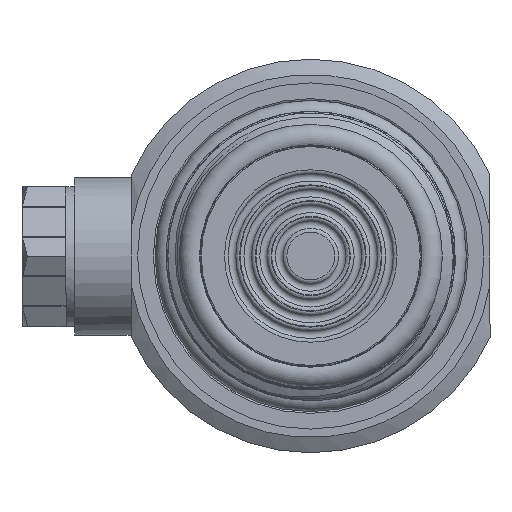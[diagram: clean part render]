
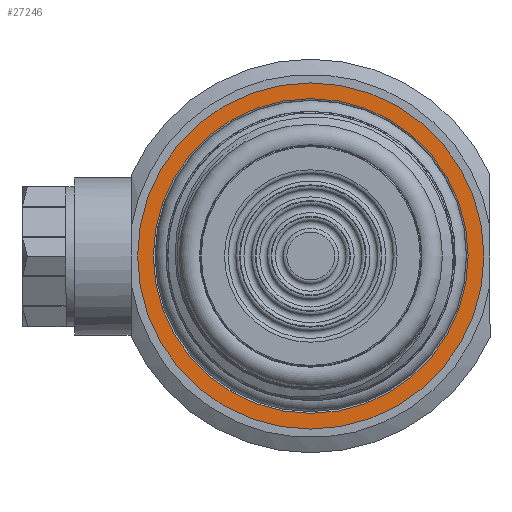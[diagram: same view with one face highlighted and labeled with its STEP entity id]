
A CAD part, left-side view. The second image highlights one B-rep face of the part: STEP entity #27246.
In plain terms, the highlighted planar face has unit normal (-1, 0, 0).
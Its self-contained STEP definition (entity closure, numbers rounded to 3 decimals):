
#567=FACE_BOUND('',#4858,.T.);
#1756=PLANE('',#28847);
#3248=FACE_OUTER_BOUND('',#4857,.T.);
#4857=EDGE_LOOP('',(#25430));
#4858=EDGE_LOOP('',(#25431));
#5427=CIRCLE('',#28845,18.);
#5429=CIRCLE('',#28848,19.8);
#13350=VERTEX_POINT('',#68294);
#13351=VERTEX_POINT('',#68298);
#17382=EDGE_CURVE('',#13350,#13350,#5427,.T.);
#17384=EDGE_CURVE('',#13351,#13351,#5429,.T.);
#25430=ORIENTED_EDGE('',*,*,#17384,.F.);
#25431=ORIENTED_EDGE('',*,*,#17382,.T.);
#27246=ADVANCED_FACE('',(#3248,#567),#1756,.T.);
#28845=AXIS2_PLACEMENT_3D('',#68295,#33807,#33808);
#28847=AXIS2_PLACEMENT_3D('',#68297,#33811,#33812);
#28848=AXIS2_PLACEMENT_3D('',#68299,#33813,#33814);
#33807=DIRECTION('center_axis',(1.,0.,0.));
#33808=DIRECTION('ref_axis',(0.,0.,-1.));
#33811=DIRECTION('center_axis',(-1.,0.,0.));
#33812=DIRECTION('ref_axis',(0.,0.,1.));
#33813=DIRECTION('center_axis',(1.,0.,0.));
#33814=DIRECTION('ref_axis',(0.,0.,-1.));
#68294=CARTESIAN_POINT('',(25.,0.,18.));
#68295=CARTESIAN_POINT('Origin',(25.,0.,0.));
#68297=CARTESIAN_POINT('Origin',(25.,19.8,0.));
#68298=CARTESIAN_POINT('',(25.,-19.8,0.));
#68299=CARTESIAN_POINT('Origin',(25.,0.,0.));
